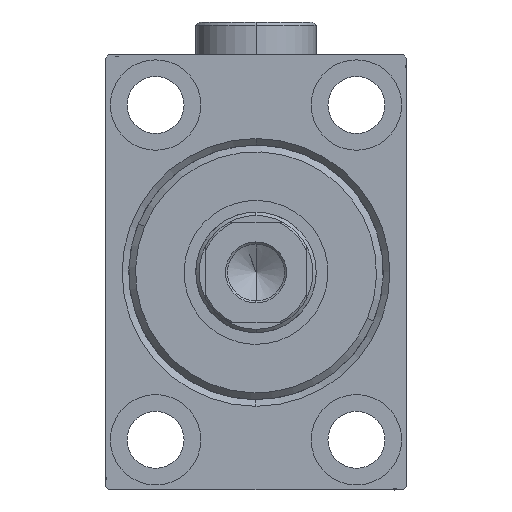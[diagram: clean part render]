
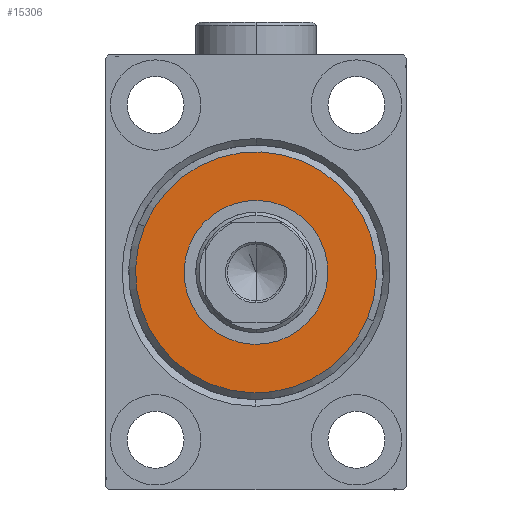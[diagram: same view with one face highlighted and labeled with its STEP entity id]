
A CAD part, left-side view. The second image highlights one B-rep face of the part: STEP entity #15306.
In plain terms, the highlighted face is planar.
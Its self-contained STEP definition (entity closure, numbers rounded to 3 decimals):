
#424 = FACE_BOUND ( 'NONE', #25649, .T. ) ;
#1076 = CIRCLE ( 'NONE', #17159, 18. ) ;
#3181 = DIRECTION ( 'NONE',  ( 1., 0., 0. ) ) ;
#3301 = EDGE_CURVE ( 'NONE', #13003, #39267, #29918, .T. ) ;
#3604 = DIRECTION ( 'NONE',  ( 0., 0., -1. ) ) ;
#6412 = CARTESIAN_POINT ( 'NONE',  ( 3., 0., 10.75 ) ) ;
#6836 = CARTESIAN_POINT ( 'NONE',  ( 3., 0., 0. ) ) ;
#7254 = DIRECTION ( 'NONE',  ( 1., 0., 0. ) ) ;
#7303 = AXIS2_PLACEMENT_3D ( 'NONE', #35167, #7254, #3604 ) ;
#7357 = EDGE_CURVE ( 'NONE', #20470, #10153, #32849, .T. ) ;
#9565 = CARTESIAN_POINT ( 'NONE',  ( 3., 0., 18. ) ) ;
#10153 = VERTEX_POINT ( 'NONE', #31340 ) ;
#11315 = ORIENTED_EDGE ( 'NONE', *, *, #39408, .T. ) ;
#13003 = VERTEX_POINT ( 'NONE', #13743 ) ;
#13743 = CARTESIAN_POINT ( 'NONE',  ( 3., 0., -18. ) ) ;
#15306 = ADVANCED_FACE ( 'NONE', ( #44993, #424 ), #18038, .T. ) ;
#15763 = DIRECTION ( 'NONE',  ( 0., 0., -1. ) ) ;
#15944 = DIRECTION ( 'NONE',  ( 0., 0., -1. ) ) ;
#16227 = DIRECTION ( 'NONE',  ( 0., 0., -1. ) ) ;
#16448 = DIRECTION ( 'NONE',  ( 1., 0., 0. ) ) ;
#16665 = CARTESIAN_POINT ( 'NONE',  ( 3., 0., 0. ) ) ;
#17159 = AXIS2_PLACEMENT_3D ( 'NONE', #16665, #16448, #15763 ) ;
#17364 = DIRECTION ( 'NONE',  ( 0., 0., -1. ) ) ;
#18038 = PLANE ( 'NONE',  #43684 ) ;
#18471 = ORIENTED_EDGE ( 'NONE', *, *, #36149, .T. ) ;
#18609 = CIRCLE ( 'NONE', #44852, 10.75 ) ;
#19879 = DIRECTION ( 'NONE',  ( -1., 0., 0. ) ) ;
#20470 = VERTEX_POINT ( 'NONE', #6412 ) ;
#21891 = AXIS2_PLACEMENT_3D ( 'NONE', #23293, #19879, #16227 ) ;
#23293 = CARTESIAN_POINT ( 'NONE',  ( 3., 0., 0. ) ) ;
#25649 = EDGE_LOOP ( 'NONE', ( #43675, #11315 ) ) ;
#29918 = CIRCLE ( 'NONE', #7303, 18. ) ;
#31340 = CARTESIAN_POINT ( 'NONE',  ( 3., 0., -10.75 ) ) ;
#32849 = CIRCLE ( 'NONE', #21891, 10.75 ) ;
#33307 = DIRECTION ( 'NONE',  ( -1., 0., 0. ) ) ;
#35167 = CARTESIAN_POINT ( 'NONE',  ( 3., 0., 0. ) ) ;
#36149 = EDGE_CURVE ( 'NONE', #39267, #13003, #1076, .T. ) ;
#36256 = ORIENTED_EDGE ( 'NONE', *, *, #3301, .T. ) ;
#36960 = CARTESIAN_POINT ( 'NONE',  ( 3., 0., 0. ) ) ;
#39267 = VERTEX_POINT ( 'NONE', #9565 ) ;
#39408 = EDGE_CURVE ( 'NONE', #10153, #20470, #18609, .T. ) ;
#41067 = EDGE_LOOP ( 'NONE', ( #18471, #36256 ) ) ;
#43675 = ORIENTED_EDGE ( 'NONE', *, *, #7357, .T. ) ;
#43684 = AXIS2_PLACEMENT_3D ( 'NONE', #6836, #3181, #17364 ) ;
#44852 = AXIS2_PLACEMENT_3D ( 'NONE', #36960, #33307, #15944 ) ;
#44993 = FACE_OUTER_BOUND ( 'NONE', #41067, .T. ) ;
